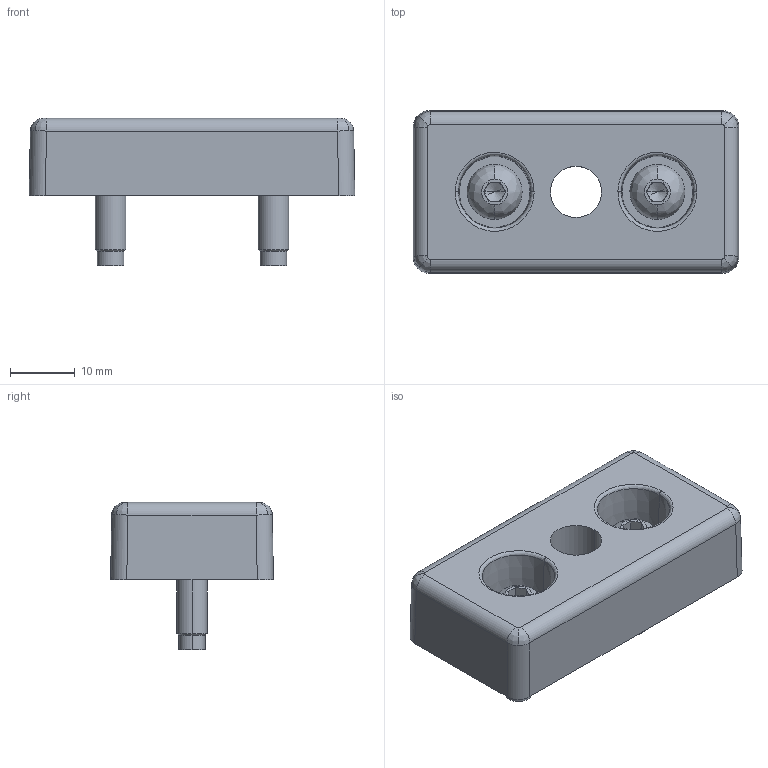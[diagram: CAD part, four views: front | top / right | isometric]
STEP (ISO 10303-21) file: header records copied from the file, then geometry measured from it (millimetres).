
FILE_DESCRIPTION (( 'STEP AP203' ), '1' );
FILE_NAME ('146399.step', '2022-08-25T18:12:45', ( '' ), ( '' ), 'SwSTEP 2.0', 'SolidWorks 2021', '' );
FILE_SCHEMA (( 'CONFIG_CONTROL_DESIGN' ));
Length unit declared in the file: millimetre
Products named in the file (1): 146399
Bounding box: 50.4 x 25.2 x 22.81 mm (x, y, z)
Volume: 9483.1 mm3; surface area: 7766.7 mm2
Topology: 3 solids, 3 shells, 363 faces, 905 edges, 536 vertices
Faces by surface type: plane 168, bspline 93, cylinder 66, cone 36
Entity records: 13718 total; most frequent: CARTESIAN_POINT 5975, ORIENTED_EDGE 1762, DIRECTION 1392, EDGE_CURVE 881, VERTEX_POINT 536, AXIS2_PLACEMENT_3D 501, VECTOR 390, LINE 390
